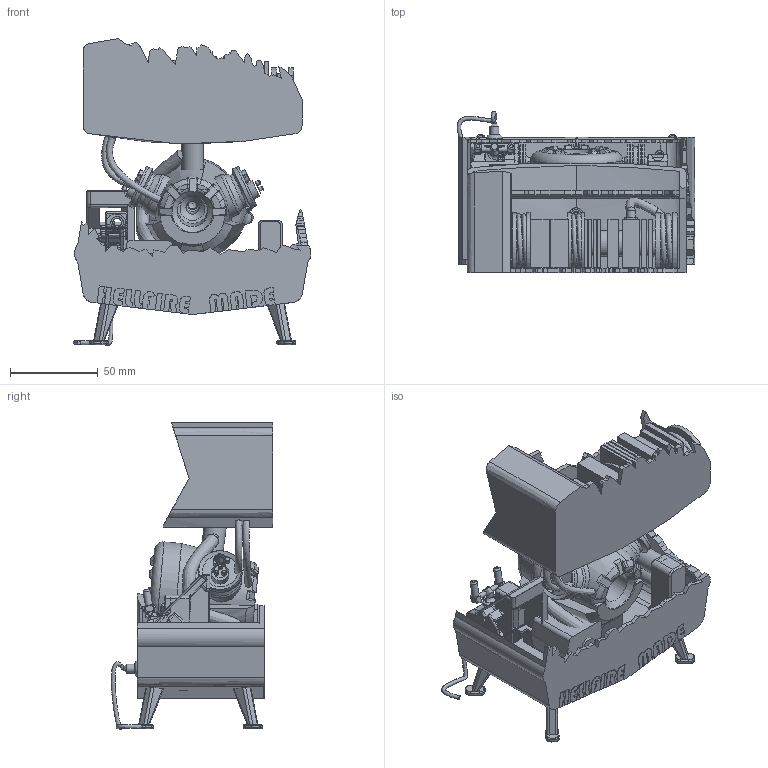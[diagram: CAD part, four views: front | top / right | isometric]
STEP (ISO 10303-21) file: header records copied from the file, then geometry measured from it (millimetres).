
FILE_DESCRIPTION(('FreeCAD Model'),'2;1');
FILE_NAME('Open CASCADE Shape Model','2025-05-03T09:18:03',('FreeCAD'),( 'FreeCAD'),'Open CASCADE STEP processor 7.6','FreeCAD','Unknown');
FILE_SCHEMA(('AUTOMOTIVE_DESIGN { 1 0 10303 214 1 1 1 1 }'));
Products named in the file (1): Open CASCADE STEP translator 7.6 1
Bounding box: 135.76 x 92.18 x 175.06 mm (x, y, z)
Volume: 426400.6 mm3; surface area: 207892.8 mm2
Topology: 28 solids, 31 shells, 2327 faces, 6314 edges, 4068 vertices
Faces by surface type: plane 1079, bspline 530, cylinder 526, torus 95, cone 80, sphere 17
Full cylindrical faces by diameter (mm): 1.6 x2, 2 x4, 2.5 x11, 2.529 x25, 2.828 x2, 2.89 x1, 3 x4, 3.086 x11, 3.332 x9, 3.75 x2, 4 x2, 4.109 x9, 4.397 x1, 4.446 x1, 4.5 x1, 5 x11, 5.089 x1, 5.75 x1, 5.789 x1, 5.869 x1, 5.964 x2, 6.75 x1, 7.5 x2, 7.642 x1, 8 x1, 8.839 x1, 10 x2, 12.5 x1, 12.659 x1, 13 x1
Entity records: 108028 total; most frequent: CARTESIAN_POINT 53686, ORIENTED_EDGE 12576, DIRECTION 9331, EDGE_CURVE 6288, VERTEX_POINT 4068, LINE 3135, VECTOR 3135, AXIS2_PLACEMENT_3D 3098
